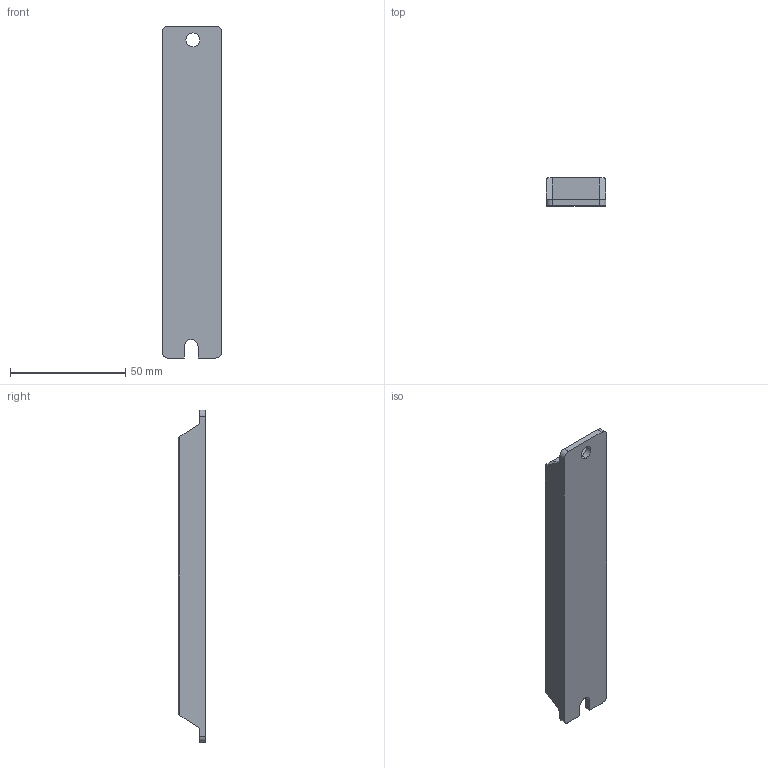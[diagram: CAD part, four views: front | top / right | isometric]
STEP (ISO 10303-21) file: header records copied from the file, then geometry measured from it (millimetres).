
FILE_DESCRIPTION (( 'STEP AP203' ), '1' );
FILE_NAME ('KGEA-BFCR.STEP', '2017-10-05T07:54:16', ( 'AdministradorLocal' ), ( '' ), 'SwSTEP 2.0', 'SolidWorks 2017', '' );
FILE_SCHEMA (( 'CONFIG_CONTROL_DESIGN' ));
Length unit declared in the file: millimetre
Products named in the file (1): KGEA-BFCR
Bounding box: 26 x 12 x 144 mm (x, y, z)
Volume: 39176.4 mm3; surface area: 11189.1 mm2
Topology: 1 solids, 1 shells, 121 faces, 320 edges, 212 vertices
Faces by surface type: plane 79, bspline 29, cylinder 13
Entity records: 5407 total; most frequent: CARTESIAN_POINT 2511, ORIENTED_EDGE 640, DIRECTION 466, EDGE_CURVE 320, LINE 236, VECTOR 236, VERTEX_POINT 212, EDGE_LOOP 134
